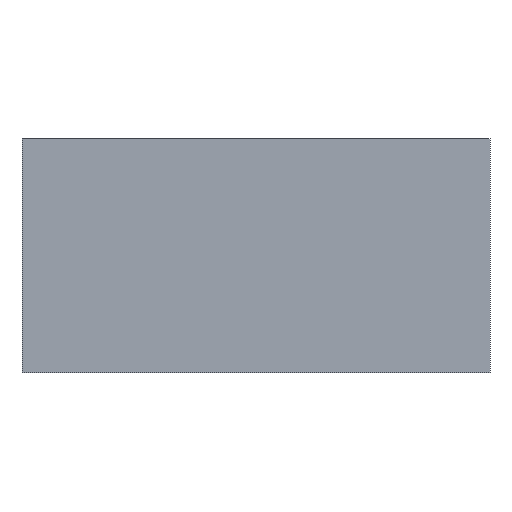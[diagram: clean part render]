
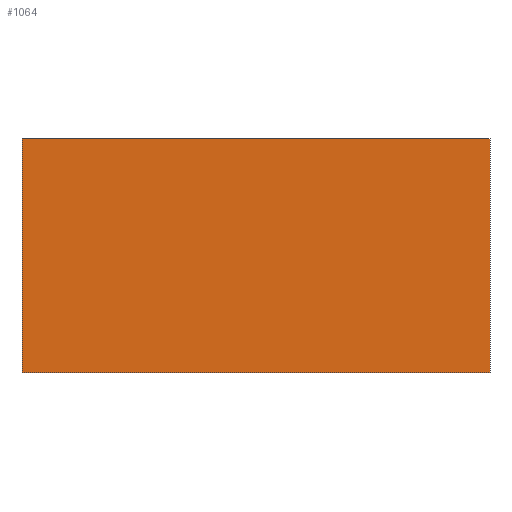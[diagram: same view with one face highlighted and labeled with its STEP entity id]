
A CAD part, front view. The second image highlights one B-rep face of the part: STEP entity #1064.
In plain terms, the highlighted planar face has unit normal (0, -1, 0).
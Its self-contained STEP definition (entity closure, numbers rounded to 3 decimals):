
#81=FACE_OUTER_BOUND('',#149,.T.);
#149=EDGE_LOOP('',(#850,#851,#852,#853));
#284=LINE('',#1823,#364);
#288=LINE('',#1829,#368);
#289=LINE('',#1832,#369);
#290=LINE('',#1833,#370);
#364=VECTOR('',#1540,10.);
#368=VECTOR('',#1546,10.);
#369=VECTOR('',#1549,10.);
#370=VECTOR('',#1550,10.);
#440=VERTEX_POINT('',#1821);
#441=VERTEX_POINT('',#1822);
#442=VERTEX_POINT('',#1827);
#443=VERTEX_POINT('',#1831);
#576=EDGE_CURVE('',#440,#441,#284,.T.);
#580=EDGE_CURVE('',#441,#442,#288,.T.);
#581=EDGE_CURVE('',#442,#443,#289,.T.);
#582=EDGE_CURVE('',#440,#443,#290,.T.);
#850=ORIENTED_EDGE('',*,*,#581,.T.);
#851=ORIENTED_EDGE('',*,*,#582,.F.);
#852=ORIENTED_EDGE('',*,*,#576,.T.);
#853=ORIENTED_EDGE('',*,*,#580,.T.);
#927=PLANE('',#1215);
#1064=ADVANCED_FACE('',(#81),#927,.T.);
#1215=AXIS2_PLACEMENT_3D('',#1830,#1547,#1548);
#1540=DIRECTION('',(1.,0.,0.));
#1546=DIRECTION('',(0.,0.,1.));
#1547=DIRECTION('center_axis',(0.,-1.,0.));
#1548=DIRECTION('ref_axis',(0.,0.,-1.));
#1549=DIRECTION('',(-1.,0.,0.));
#1550=DIRECTION('',(0.,0.,1.));
#1821=CARTESIAN_POINT('',(-60.,0.,-30.));
#1822=CARTESIAN_POINT('',(60.,0.,-30.));
#1823=CARTESIAN_POINT('',(-60.,0.,-30.));
#1827=CARTESIAN_POINT('',(60.,0.,30.));
#1829=CARTESIAN_POINT('',(60.,0.,0.));
#1830=CARTESIAN_POINT('Origin',(60.,0.,0.));
#1831=CARTESIAN_POINT('',(-60.,0.,30.));
#1832=CARTESIAN_POINT('',(-60.,0.,30.));
#1833=CARTESIAN_POINT('',(-60.,0.,0.));
